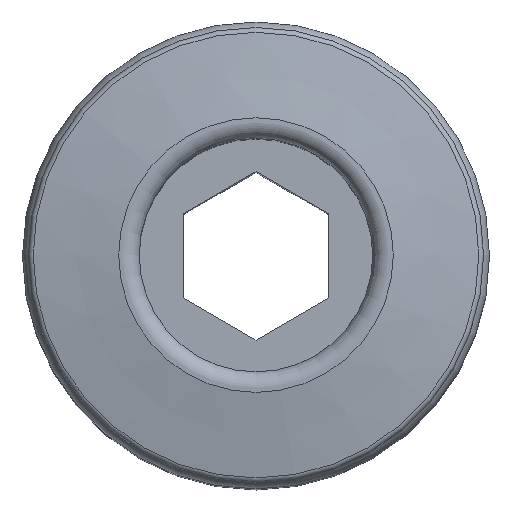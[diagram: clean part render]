
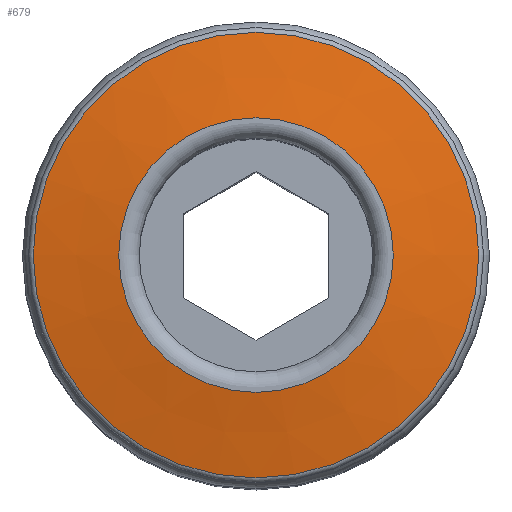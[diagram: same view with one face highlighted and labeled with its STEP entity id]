
A CAD part, top view. The second image highlights one B-rep face of the part: STEP entity #679.
In plain terms, the highlighted conical face has half-angle 80 degrees and reference radius 2.352 mm.
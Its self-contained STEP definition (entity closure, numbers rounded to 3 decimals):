
#20=CONICAL_SURFACE('',#726,2.352,1.396);
#48=CIRCLE('',#725,2.352);
#49=CIRCLE('',#727,3.817);
#136=ORIENTED_EDGE('',*,*,#220,.F.);
#137=ORIENTED_EDGE('',*,*,#219,.T.);
#219=EDGE_CURVE('',#262,#262,#48,.T.);
#220=EDGE_CURVE('',#263,#263,#49,.T.);
#262=VERTEX_POINT('',#999);
#263=VERTEX_POINT('',#1002);
#340=EDGE_LOOP('',(#136));
#341=EDGE_LOOP('',(#137));
#392=FACE_BOUND('',#340,.T.);
#393=FACE_BOUND('',#341,.T.);
#679=ADVANCED_FACE('',(#392,#393),#20,.T.);
#725=AXIS2_PLACEMENT_3D('',#998,#827,#828);
#726=AXIS2_PLACEMENT_3D('',#1000,#829,#830);
#727=AXIS2_PLACEMENT_3D('',#1001,#831,#832);
#827=DIRECTION('',(0.,0.,-1.));
#828=DIRECTION('',(-1.,0.,0.));
#829=DIRECTION('',(0.,0.,-1.));
#830=DIRECTION('',(-1.,0.,0.));
#831=DIRECTION('',(0.,0.,-1.));
#832=DIRECTION('',(-1.,0.,0.));
#998=CARTESIAN_POINT('',(0.,0.,17.313));
#999=CARTESIAN_POINT('',(-2.352,0.,17.313));
#1000=CARTESIAN_POINT('',(0.,0.,17.313));
#1001=CARTESIAN_POINT('',(0.,0.,17.055));
#1002=CARTESIAN_POINT('',(-3.817,0.,17.055));
